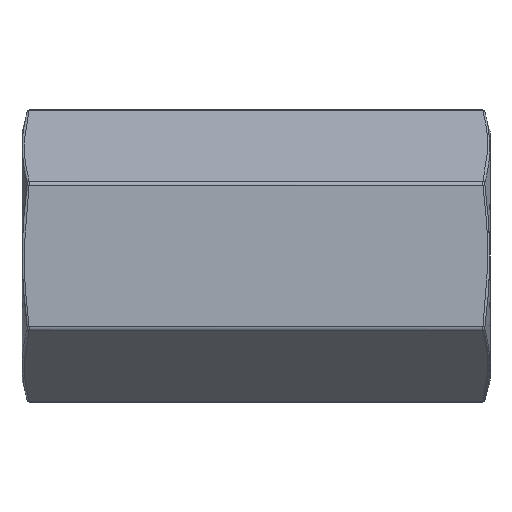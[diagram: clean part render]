
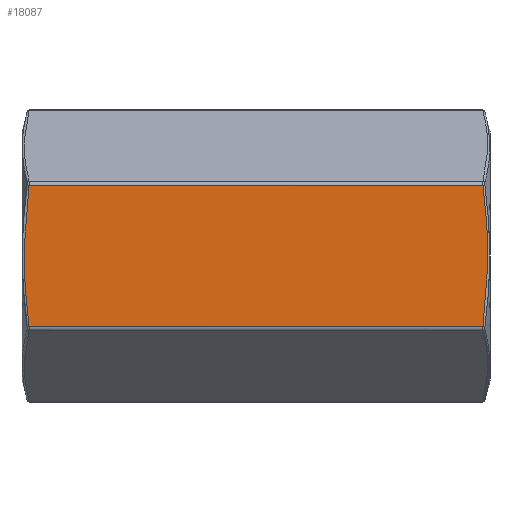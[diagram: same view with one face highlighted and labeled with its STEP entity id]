
A CAD part, front view. The second image highlights one B-rep face of the part: STEP entity #18087.
In plain terms, the highlighted planar face has unit normal (0, -1, 0).
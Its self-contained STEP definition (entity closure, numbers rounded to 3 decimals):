
#890 = ORIENTED_EDGE ( 'NONE', *, *, #9710, .T. ) ;
#1275 = CARTESIAN_POINT ( 'NONE',  ( 22.306, -12.5, 6.928 ) ) ;
#1279 = PLANE ( 'NONE',  #14195 ) ;
#1438 = EDGE_LOOP ( 'NONE', ( #890, #7541, #9431, #6053 ) ) ;
#2851 = CARTESIAN_POINT ( 'NONE',  ( 23., -12.5, -6.928 ) ) ;
#3089 = CARTESIAN_POINT ( 'NONE',  ( 22.837, -12.5, 0. ) ) ;
#3999 = CARTESIAN_POINT ( 'NONE',  ( -22.837, -12.5, 0. ) ) ;
#4147 = CARTESIAN_POINT ( 'NONE',  ( -22.581, -12.5, -4.619 ) ) ;
#4817 = CARTESIAN_POINT ( 'NONE',  ( 22.458, -12.5, -5.774 ) ) ;
#5343 = CARTESIAN_POINT ( 'NONE',  ( -22.306, -12.5, -6.928 ) ) ;
#5864 = CARTESIAN_POINT ( 'NONE',  ( -22.749, -12.5, 2.309 ) ) ;
#6053 = ORIENTED_EDGE ( 'NONE', *, *, #14041, .T. ) ;
#6308 = CARTESIAN_POINT ( 'NONE',  ( 23., -12.5, 7.217 ) ) ;
#6440 = CARTESIAN_POINT ( 'NONE',  ( 22.581, -12.5, -4.619 ) ) ;
#6658 = CARTESIAN_POINT ( 'NONE',  ( 22.749, -12.5, -2.309 ) ) ;
#6669 = CARTESIAN_POINT ( 'NONE',  ( 22.306, -12.5, -6.928 ) ) ;
#6872 = B_SPLINE_CURVE_WITH_KNOTS ( 'NONE', 3,
 ( #16398, #4817, #6440, #6658, #3089, #11343, #8131, #18233, #1275 ),
 .UNSPECIFIED., .F., .F.,
 ( 4, 2, 1, 2, 4 ),
 ( 0., 0.003, 0.007, 0.01, 0.014 ),
 .UNSPECIFIED. ) ;
#7157 = CARTESIAN_POINT ( 'NONE',  ( 22.306, -12.5, 6.928 ) ) ;
#7476 = CARTESIAN_POINT ( 'NONE',  ( -22.306, -12.5, -6.928 ) ) ;
#7541 = ORIENTED_EDGE ( 'NONE', *, *, #21262, .T. ) ;
#8131 = CARTESIAN_POINT ( 'NONE',  ( 22.581, -12.5, 4.619 ) ) ;
#9431 = ORIENTED_EDGE ( 'NONE', *, *, #10213, .T. ) ;
#9692 = DIRECTION ( 'NONE',  ( 0., 0., 1. ) ) ;
#9710 = EDGE_CURVE ( 'NONE', #13531, #17049, #13026, .T. ) ;
#10213 = EDGE_CURVE ( 'NONE', #13963, #20137, #21133, .T. ) ;
#11192 = DIRECTION ( 'NONE',  ( 1., 0., 0. ) ) ;
#11328 = CARTESIAN_POINT ( 'NONE',  ( 23., -12.5, 6.928 ) ) ;
#11343 = CARTESIAN_POINT ( 'NONE',  ( 22.749, -12.5, 2.309 ) ) ;
#12262 = CARTESIAN_POINT ( 'NONE',  ( -22.306, -12.5, 6.928 ) ) ;
#12527 = CARTESIAN_POINT ( 'NONE',  ( -22.306, -12.5, 6.928 ) ) ;
#12741 = DIRECTION ( 'NONE',  ( 0., 1., 0. ) ) ;
#13026 = LINE ( 'NONE', #2851, #13580 ) ;
#13163 = FACE_OUTER_BOUND ( 'NONE', #1438, .T. ) ;
#13531 = VERTEX_POINT ( 'NONE', #5343 ) ;
#13580 = VECTOR ( 'NONE', #11192, 1000. ) ;
#13963 = VERTEX_POINT ( 'NONE', #7157 ) ;
#14041 = EDGE_CURVE ( 'NONE', #20137, #13531, #16845, .T. ) ;
#14089 = CARTESIAN_POINT ( 'NONE',  ( -22.581, -12.5, 4.619 ) ) ;
#14195 = AXIS2_PLACEMENT_3D ( 'NONE', #6308, #12741, #9692 ) ;
#16398 = CARTESIAN_POINT ( 'NONE',  ( 22.306, -12.5, -6.928 ) ) ;
#16715 = VECTOR ( 'NONE', #16901, 1000. ) ;
#16845 = B_SPLINE_CURVE_WITH_KNOTS ( 'NONE', 3,
 ( #12527, #17503, #14089, #5864, #3999, #17582, #4147, #20635, #7476 ),
 .UNSPECIFIED., .F., .F.,
 ( 4, 2, 1, 2, 4 ),
 ( 0., 0.003, 0.007, 0.01, 0.014 ),
 .UNSPECIFIED. ) ;
#16901 = DIRECTION ( 'NONE',  ( -1., 0., 0. ) ) ;
#17049 = VERTEX_POINT ( 'NONE', #6669 ) ;
#17503 = CARTESIAN_POINT ( 'NONE',  ( -22.458, -12.5, 5.774 ) ) ;
#17582 = CARTESIAN_POINT ( 'NONE',  ( -22.749, -12.5, -2.309 ) ) ;
#18087 = ADVANCED_FACE ( 'NONE', ( #13163 ), #1279, .F. ) ;
#18233 = CARTESIAN_POINT ( 'NONE',  ( 22.458, -12.5, 5.774 ) ) ;
#20137 = VERTEX_POINT ( 'NONE', #12262 ) ;
#20635 = CARTESIAN_POINT ( 'NONE',  ( -22.458, -12.5, -5.774 ) ) ;
#21133 = LINE ( 'NONE', #11328, #16715 ) ;
#21262 = EDGE_CURVE ( 'NONE', #17049, #13963, #6872, .T. ) ;
